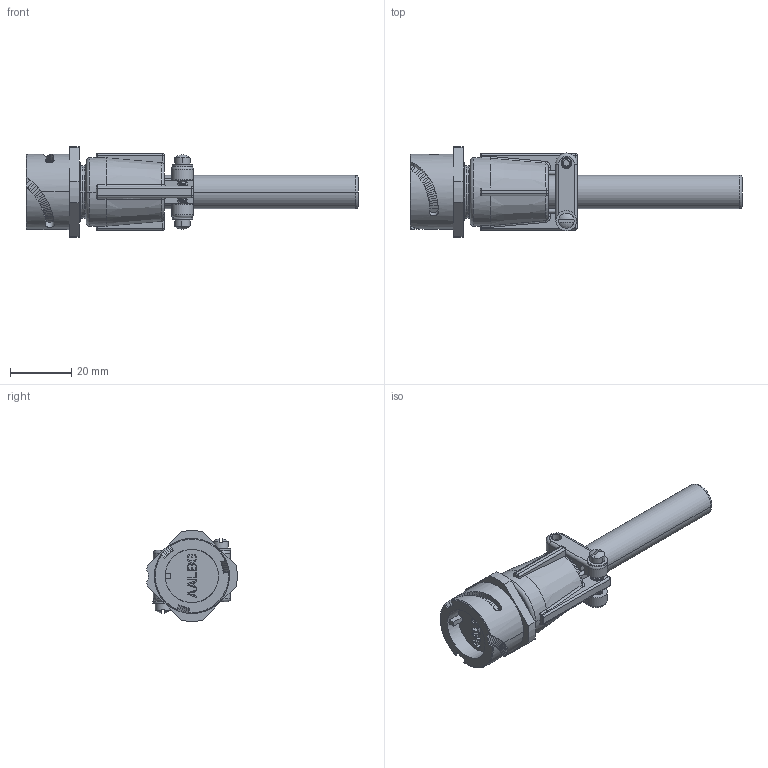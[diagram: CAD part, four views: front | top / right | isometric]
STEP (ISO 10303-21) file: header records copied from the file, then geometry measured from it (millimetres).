
FILE_DESCRIPTION((''),'2;1');
FILE_NAME('VG95234F-14_SW0001','2023-03-20T16:56:49',('paultorloting'),('NET AG system integration'),'CREO PARAMETRIC BY PTC INC, 2021404','CREO PARAMETRIC BY PTC INC, 2021404','');
FILE_SCHEMA(('AUTOMOTIVE_DESIGN { 1 0 10303 214 1 1 1 1 }'));
Products named in the file (1): VG95234F-14_SW0001
Bounding box: 108.75 x 29.65 x 29.71 mm (x, y, z)
Volume: 21579.1 mm3; surface area: 11928.4 mm2
Topology: 3 solids, 3 shells, 931 faces, 2447 edges, 1536 vertices
Faces by surface type: plane 377, bspline 252, cylinder 202, cone 43, torus 41, sphere 16
Entity records: 47488 total; most frequent: CARTESIAN_POINT 21156, ORIENTED_EDGE 4894, DIRECTION 3608, EDGE_CURVE 2447, VERTEX_POINT 1536, VECTOR 1355, LINE 1355, AXIS2_PLACEMENT_3D 1125
